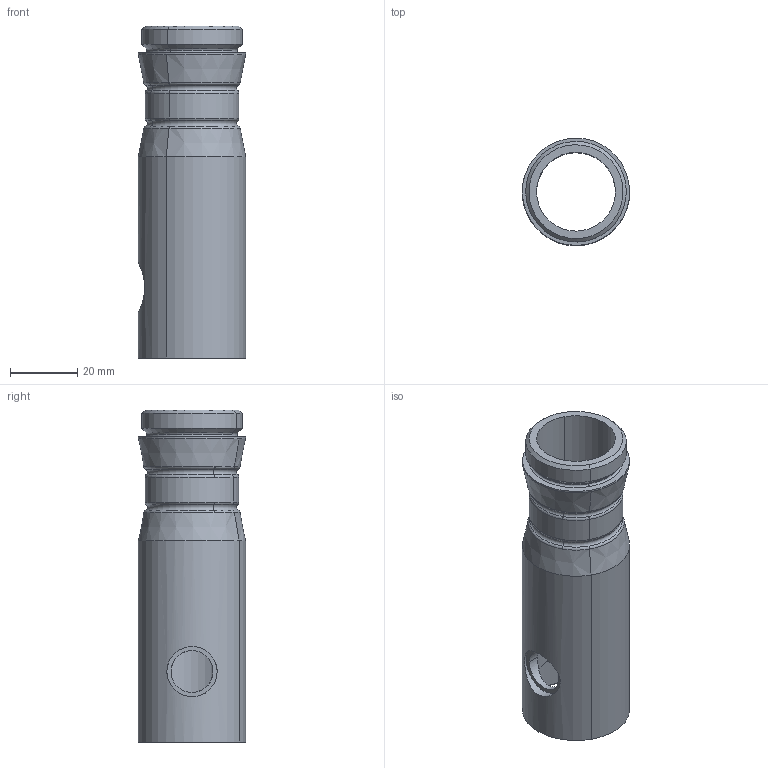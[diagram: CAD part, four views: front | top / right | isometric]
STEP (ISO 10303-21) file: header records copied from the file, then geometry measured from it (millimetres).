
FILE_DESCRIPTION(('CATIA V5 STEP Exchange'),'2;1');
FILE_NAME('sabre-v1-3.stp','2020-04-01T21:05:16+00:00',('none'),('none'),'CATIA Version 5 Release 20 GA (IN-10)','CATIA V5 STEP AP203','none');
FILE_SCHEMA(('CONFIG_CONTROL_DESIGN'));
Length unit declared in the file: millimetre
Products named in the file (1): sabre-v1-3
Bounding box: 31.99 x 31.99 x 99 mm (x, y, z)
Volume: 28786.5 mm3; surface area: 17966.6 mm2
Topology: 1 solids, 1 shells, 57 faces, 124 edges, 72 vertices
Faces by surface type: torus 24, cylinder 18, cone 10, plane 5
Entity records: 1507 total; most frequent: CARTESIAN_POINT 305, ORIENTED_EDGE 248, DIRECTION 200, AXIS2_PLACEMENT_3D 133, EDGE_CURVE 124, CIRCLE 92, VERTEX_POINT 72, EDGE_LOOP 64
